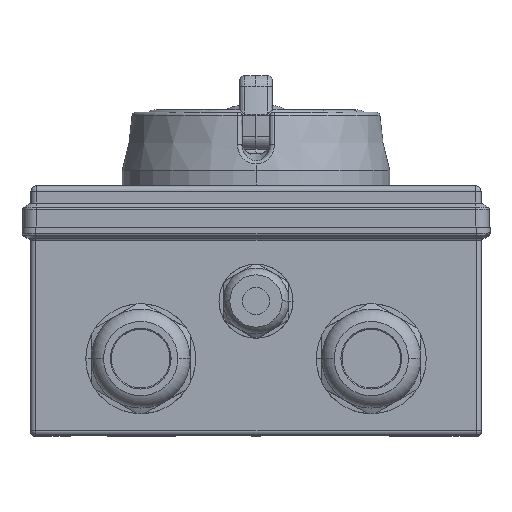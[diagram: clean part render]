
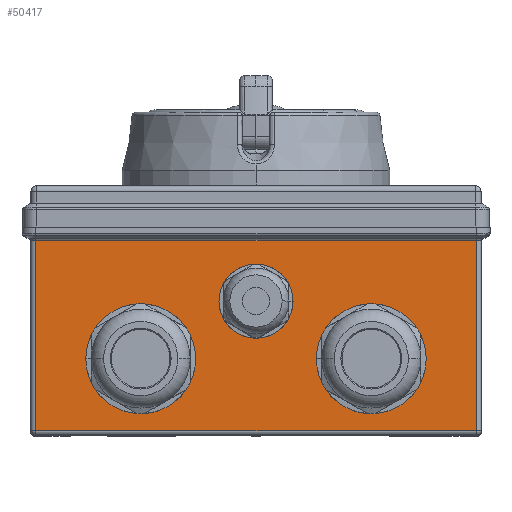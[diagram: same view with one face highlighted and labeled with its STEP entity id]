
A CAD part, top view. The second image highlights one B-rep face of the part: STEP entity #50417.
In plain terms, the highlighted planar face has unit normal (0, 0, 1).
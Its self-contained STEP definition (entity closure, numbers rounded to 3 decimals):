
#4445 = CARTESIAN_POINT ( 'NONE',  ( -80.3, -75.81, 82.1 ) ) ;
#18179 = VECTOR ( 'NONE', #77136, 1000. ) ;
#20662 = CARTESIAN_POINT ( 'NONE',  ( -80.3, -74.31, 82.1 ) ) ;
#22017 = VECTOR ( 'NONE', #65574, 1000. ) ;
#25095 = LINE ( 'NONE', #32038, #100129 ) ;
#26536 = PLANE ( 'NONE',  #102170 ) ;
#26992 = ORIENTED_EDGE ( 'NONE', *, *, #28094, .T. ) ;
#27316 = EDGE_LOOP ( 'NONE', ( #56820, #26992, #45349, #66530 ) ) ;
#28094 = EDGE_CURVE ( 'NONE', #68289, #51454, #25095, .T. ) ;
#29290 = FACE_OUTER_BOUND ( 'NONE', #27316, .T. ) ;
#32038 = CARTESIAN_POINT ( 'NONE',  ( 80.3, -74.31, 82.1 ) ) ;
#44470 = CARTESIAN_POINT ( 'NONE',  ( -82.1, -75.81, 82.1 ) ) ;
#45349 = ORIENTED_EDGE ( 'NONE', *, *, #65719, .T. ) ;
#50417 = ADVANCED_FACE ( 'NONE', ( #29290 ), #26536, .T. ) ;
#51454 = VERTEX_POINT ( 'NONE', #99184 ) ;
#56820 = ORIENTED_EDGE ( 'NONE', *, *, #79691, .T. ) ;
#60172 = VECTOR ( 'NONE', #64052, 1000. ) ;
#62950 = CARTESIAN_POINT ( 'NONE',  ( -82.1, -5.083, 82.1 ) ) ;
#64052 = DIRECTION ( 'NONE',  ( -1., 0., 0. ) ) ;
#65574 = DIRECTION ( 'NONE',  ( 0., -1., 0. ) ) ;
#65719 = EDGE_CURVE ( 'NONE', #51454, #66979, #86578, .T. ) ;
#66530 = ORIENTED_EDGE ( 'NONE', *, *, #98609, .T. ) ;
#66934 = DIRECTION ( 'NONE',  ( 1., 0., 0. ) ) ;
#66979 = VERTEX_POINT ( 'NONE', #84095 ) ;
#68289 = VERTEX_POINT ( 'NONE', #20662 ) ;
#69328 = DIRECTION ( 'NONE',  ( 0., 0., 1. ) ) ;
#70939 = LINE ( 'NONE', #62950, #60172 ) ;
#77136 = DIRECTION ( 'NONE',  ( 0., 1., 0. ) ) ;
#79013 = DIRECTION ( 'NONE',  ( 1., 0., 0. ) ) ;
#79691 = EDGE_CURVE ( 'NONE', #110544, #68289, #99767, .T. ) ;
#84095 = CARTESIAN_POINT ( 'NONE',  ( 80.3, -5.083, 82.1 ) ) ;
#86578 = LINE ( 'NONE', #103357, #18179 ) ;
#98609 = EDGE_CURVE ( 'NONE', #66979, #110544, #70939, .T. ) ;
#99184 = CARTESIAN_POINT ( 'NONE',  ( 80.3, -74.31, 82.1 ) ) ;
#99767 = LINE ( 'NONE', #4445, #22017 ) ;
#100129 = VECTOR ( 'NONE', #66934, 1000. ) ;
#102170 = AXIS2_PLACEMENT_3D ( 'NONE', #44470, #69328, #79013 ) ;
#103357 = CARTESIAN_POINT ( 'NONE',  ( 80.3, -75.81, 82.1 ) ) ;
#108321 = CARTESIAN_POINT ( 'NONE',  ( -80.3, -5.083, 82.1 ) ) ;
#110544 = VERTEX_POINT ( 'NONE', #108321 ) ;
